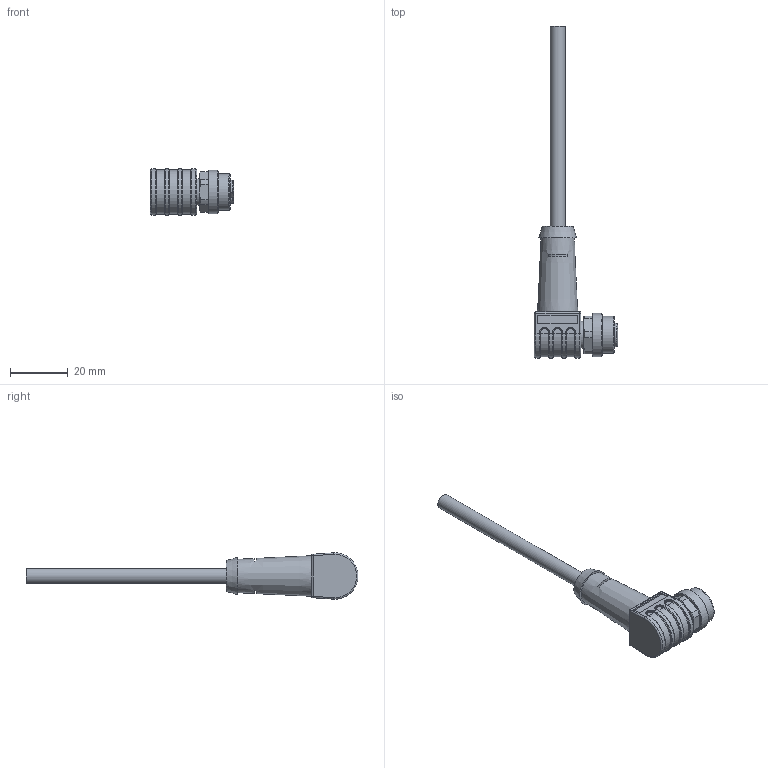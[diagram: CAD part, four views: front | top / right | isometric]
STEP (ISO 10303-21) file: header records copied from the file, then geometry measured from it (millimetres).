
FILE_DESCRIPTION(/* description */ (''),/* implementation_level */ '2;1');
FILE_NAME(/* name */ 'PB-WWAKSW2-m_stp.stp',/* time_stamp */ '2018-07-18T13:29:54+02:00',/* author */ (''),/* organization */ (''),/* preprocessor_version */ 'ST-DEVELOPER v16',/* originating_system */ 'SIEMENS PLM Software NX 10.0',/* authorisation */ '');
FILE_SCHEMA (('AUTOMOTIVE_DESIGN { 1 0 10303 214 3 1 1 1 }'));
Length unit declared in the file: millimetre
Products named in the file (1): PB-WWAKSW2-m_stp
Bounding box: 28.7 x 114.67 x 15.97 mm (x, y, z)
Volume: 9946.6 mm3; surface area: 4955.7 mm2
Topology: 1 solids, 1 shells, 288 faces, 710 edges, 446 vertices
Faces by surface type: plane 112, cylinder 94, extrusion 32, cone 17, torus 17, bspline 12, sphere 4
Full cylindrical faces by diameter (mm): 1.15 x4, 5.2 x1, 9.3 x1, 10.95 x1, 12.3 x1, 12.8 x1, 15 x1
Entity records: 9031 total; most frequent: CARTESIAN_POINT 2442, ORIENTED_EDGE 1340, DIRECTION 1325, EDGE_CURVE 670, AXIS2_PLACEMENT_3D 475, VERTEX_POINT 434, VECTOR 375, LINE 343
